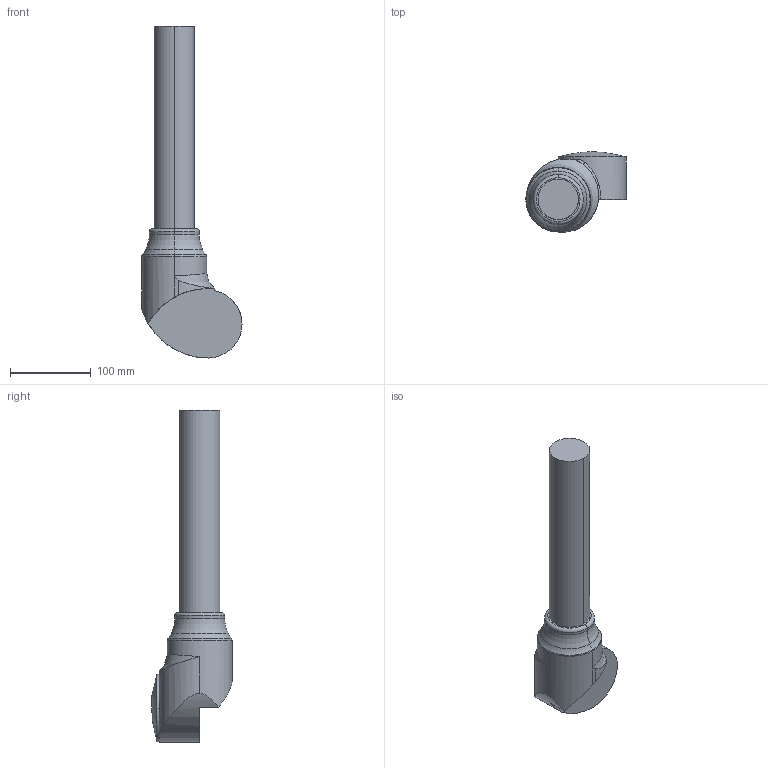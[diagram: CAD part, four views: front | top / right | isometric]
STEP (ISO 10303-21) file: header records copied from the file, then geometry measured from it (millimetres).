
FILE_DESCRIPTION(('FreeCAD Model'),'2;1');
FILE_NAME('Open CASCADE Shape Model','2021-07-06T19:10:14',('Author'),( ''),'Open CASCADE STEP processor 7.5','FreeCAD','Unknown');
FILE_SCHEMA(('AUTOMOTIVE_DESIGN { 1 0 10303 214 1 1 1 1 }'));
Length unit declared in the file: millimetre
Products named in the file (1): joint2
Bounding box: 124 x 99.71 x 411 mm (x, y, z)
Volume: 1296457.1 mm3; surface area: 94807.9 mm2
Topology: 1 solids, 1 shells, 34 faces, 80 edges, 49 vertices
Faces by surface type: cylinder 13, torus 10, plane 6, bspline 4, sphere 1
Entity records: 6255 total; most frequent: CARTESIAN_POINT 4510, DIRECTION 253, ORIENTED_EDGE 160, PCURVE 160, DEFINITIONAL_REPRESENTATION 160, LINE 105, VECTOR 105, B_SPLINE_CURVE_WITH_KNOTS 81
